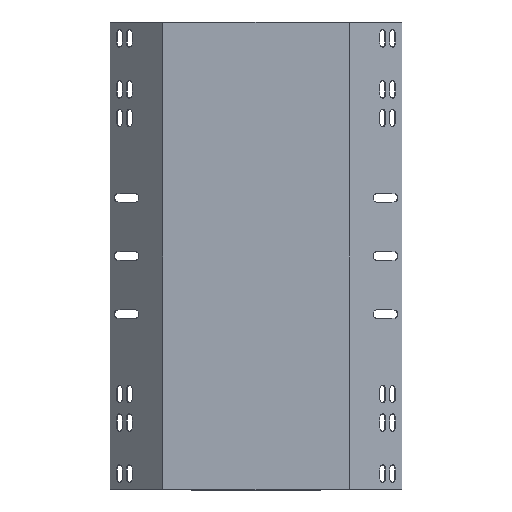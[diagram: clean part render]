
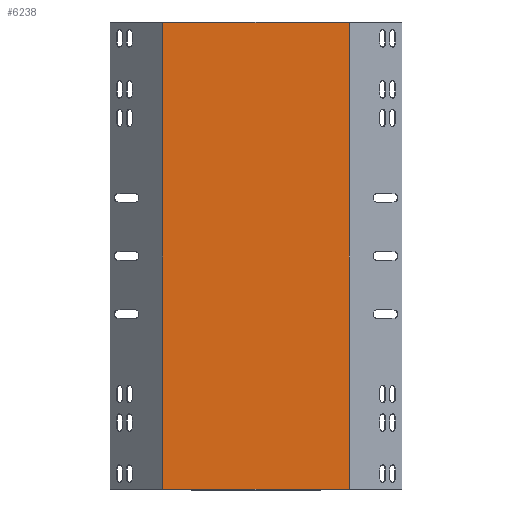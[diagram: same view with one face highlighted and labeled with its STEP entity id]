
A CAD part, front view. The second image highlights one B-rep face of the part: STEP entity #6238.
In plain terms, the highlighted planar face has unit normal (0, -1, 0).
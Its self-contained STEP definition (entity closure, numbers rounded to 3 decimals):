
#61 = FACE_OUTER_BOUND ( 'NONE', #1397, .T. ) ;
#250 = EDGE_CURVE ( 'NONE', #1294, #5678, #5776, .T. ) ;
#374 = ORIENTED_EDGE ( 'NONE', *, *, #250, .F. ) ;
#710 = CARTESIAN_POINT ( 'NONE',  ( -102.649, -23.927, -225.8 ) ) ;
#1236 = DIRECTION ( 'NONE',  ( 1., 0., 0. ) ) ;
#1294 = VERTEX_POINT ( 'NONE', #710 ) ;
#1397 = EDGE_LOOP ( 'NONE', ( #4298, #5930, #3067, #374 ) ) ;
#1429 = VECTOR ( 'NONE', #7051, 1000. ) ;
#1604 = CARTESIAN_POINT ( 'NONE',  ( -102.649, -23.927, -225.612 ) ) ;
#1768 = LINE ( 'NONE', #5709, #1429 ) ;
#1835 = CARTESIAN_POINT ( 'NONE',  ( 58.413, -23.927, -225.8 ) ) ;
#2308 = CARTESIAN_POINT ( 'NONE',  ( -103.553, -23.927, -225.8 ) ) ;
#2413 = VECTOR ( 'NONE', #1236, 1000. ) ;
#2813 = DIRECTION ( 'NONE',  ( 0., 1., 0. ) ) ;
#2985 = EDGE_CURVE ( 'NONE', #1294, #5637, #3332, .T. ) ;
#3067 = ORIENTED_EDGE ( 'NONE', *, *, #7319, .F. ) ;
#3316 = CARTESIAN_POINT ( 'NONE',  ( -103.553, -23.927, 175.8 ) ) ;
#3332 = LINE ( 'NONE', #2308, #6280 ) ;
#3799 = DIRECTION ( 'NONE',  ( 1., 0., 0. ) ) ;
#3969 = CARTESIAN_POINT ( 'NONE',  ( -102.649, -23.927, 175.8 ) ) ;
#4115 = EDGE_CURVE ( 'NONE', #5637, #5793, #1768, .T. ) ;
#4298 = ORIENTED_EDGE ( 'NONE', *, *, #2985, .T. ) ;
#4394 = PLANE ( 'NONE',  #5695 ) ;
#5010 = DIRECTION ( 'NONE',  ( 0., 0., 1. ) ) ;
#5308 = CARTESIAN_POINT ( 'NONE',  ( 58.413, -23.927, 175.8 ) ) ;
#5637 = VERTEX_POINT ( 'NONE', #1835 ) ;
#5678 = VERTEX_POINT ( 'NONE', #3969 ) ;
#5695 = AXIS2_PLACEMENT_3D ( 'NONE', #6884, #2813, #5010 ) ;
#5709 = CARTESIAN_POINT ( 'NONE',  ( 58.413, -23.927, -225.612 ) ) ;
#5776 = LINE ( 'NONE', #1604, #5970 ) ;
#5793 = VERTEX_POINT ( 'NONE', #5308 ) ;
#5930 = ORIENTED_EDGE ( 'NONE', *, *, #4115, .T. ) ;
#5970 = VECTOR ( 'NONE', #6059, 1000. ) ;
#6059 = DIRECTION ( 'NONE',  ( 0., 0., 1. ) ) ;
#6238 = ADVANCED_FACE ( 'NONE', ( #61 ), #4394, .F. ) ;
#6280 = VECTOR ( 'NONE', #3799, 1000. ) ;
#6807 = LINE ( 'NONE', #3316, #2413 ) ;
#6884 = CARTESIAN_POINT ( 'NONE',  ( -102.318, -23.927, 175. ) ) ;
#7051 = DIRECTION ( 'NONE',  ( 0., 0., 1. ) ) ;
#7319 = EDGE_CURVE ( 'NONE', #5678, #5793, #6807, .T. ) ;
